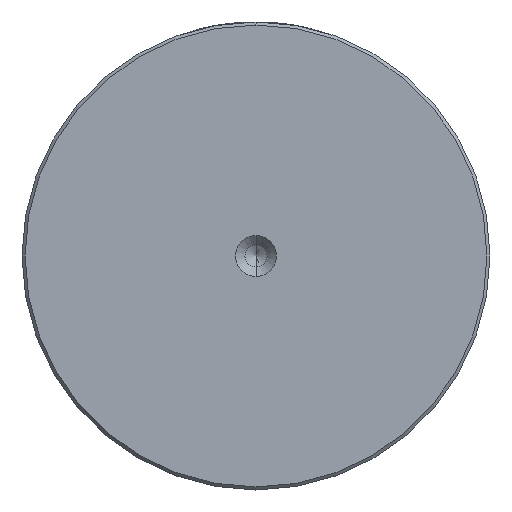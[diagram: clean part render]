
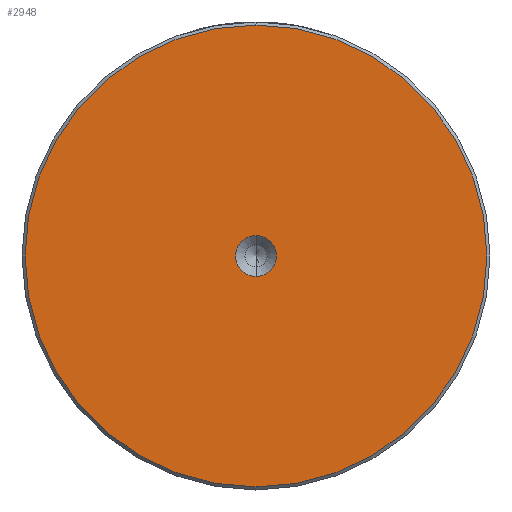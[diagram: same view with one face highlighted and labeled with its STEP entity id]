
A CAD part, left-side view. The second image highlights one B-rep face of the part: STEP entity #2948.
In plain terms, the highlighted planar face has unit normal (-1, 0, 0).
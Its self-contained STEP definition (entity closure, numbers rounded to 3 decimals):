
#83 = CARTESIAN_POINT ( 'NONE',  ( 0., 0., -37.5 ) ) ;
#131 = CIRCLE ( 'NONE', #1500, 3.3 ) ;
#399 = CARTESIAN_POINT ( 'NONE',  ( 0., 0., 37.5 ) ) ;
#419 = AXIS2_PLACEMENT_3D ( 'NONE', #2759, #2529, #1020 ) ;
#494 = ORIENTED_EDGE ( 'NONE', *, *, #1499, .T. ) ;
#634 = VERTEX_POINT ( 'NONE', #83 ) ;
#865 = VERTEX_POINT ( 'NONE', #399 ) ;
#1020 = DIRECTION ( 'NONE',  ( 0., 0., 1. ) ) ;
#1048 = DIRECTION ( 'NONE',  ( -1., 0., 0. ) ) ;
#1159 = AXIS2_PLACEMENT_3D ( 'NONE', #2557, #1048, #2801 ) ;
#1282 = ORIENTED_EDGE ( 'NONE', *, *, #1415, .T. ) ;
#1326 = CARTESIAN_POINT ( 'NONE',  ( 0., 0., 0. ) ) ;
#1333 = EDGE_LOOP ( 'NONE', ( #2556, #2594 ) ) ;
#1335 = DIRECTION ( 'NONE',  ( -1., 0., 0. ) ) ;
#1372 = DIRECTION ( 'NONE',  ( -1., 0., 0. ) ) ;
#1375 = VERTEX_POINT ( 'NONE', #2052 ) ;
#1415 = EDGE_CURVE ( 'NONE', #634, #865, #2019, .T. ) ;
#1499 = EDGE_CURVE ( 'NONE', #865, #634, #1867, .T. ) ;
#1500 = AXIS2_PLACEMENT_3D ( 'NONE', #1326, #3078, #1592 ) ;
#1592 = DIRECTION ( 'NONE',  ( 0., 0., 1. ) ) ;
#1621 = VERTEX_POINT ( 'NONE', #1854 ) ;
#1854 = CARTESIAN_POINT ( 'NONE',  ( 0., 0., -3.3 ) ) ;
#1867 = CIRCLE ( 'NONE', #2023, 37.5 ) ;
#2019 = CIRCLE ( 'NONE', #1159, 37.5 ) ;
#2023 = AXIS2_PLACEMENT_3D ( 'NONE', #2869, #1372, #3129 ) ;
#2052 = CARTESIAN_POINT ( 'NONE',  ( 0., 0., 3.3 ) ) ;
#2120 = AXIS2_PLACEMENT_3D ( 'NONE', #2833, #1335, #3085 ) ;
#2172 = FACE_OUTER_BOUND ( 'NONE', #2327, .T. ) ;
#2186 = EDGE_CURVE ( 'NONE', #1621, #1375, #131, .T. ) ;
#2289 = PLANE ( 'NONE',  #419 ) ;
#2327 = EDGE_LOOP ( 'NONE', ( #1282, #494 ) ) ;
#2509 = CIRCLE ( 'NONE', #2120, 3.3 ) ;
#2529 = DIRECTION ( 'NONE',  ( -1., 0., 0. ) ) ;
#2556 = ORIENTED_EDGE ( 'NONE', *, *, #3094, .F. ) ;
#2557 = CARTESIAN_POINT ( 'NONE',  ( 0., 0., 0. ) ) ;
#2594 = ORIENTED_EDGE ( 'NONE', *, *, #2186, .F. ) ;
#2759 = CARTESIAN_POINT ( 'NONE',  ( 0., 0., 0. ) ) ;
#2801 = DIRECTION ( 'NONE',  ( 0., 0., 1. ) ) ;
#2814 = FACE_BOUND ( 'NONE', #1333, .T. ) ;
#2833 = CARTESIAN_POINT ( 'NONE',  ( 0., 0., 0. ) ) ;
#2869 = CARTESIAN_POINT ( 'NONE',  ( 0., 0., 0. ) ) ;
#2948 = ADVANCED_FACE ( 'NONE', ( #2172, #2814 ), #2289, .T. ) ;
#3078 = DIRECTION ( 'NONE',  ( -1., 0., 0. ) ) ;
#3085 = DIRECTION ( 'NONE',  ( 0., 0., 1. ) ) ;
#3094 = EDGE_CURVE ( 'NONE', #1375, #1621, #2509, .T. ) ;
#3129 = DIRECTION ( 'NONE',  ( 0., 0., 1. ) ) ;
